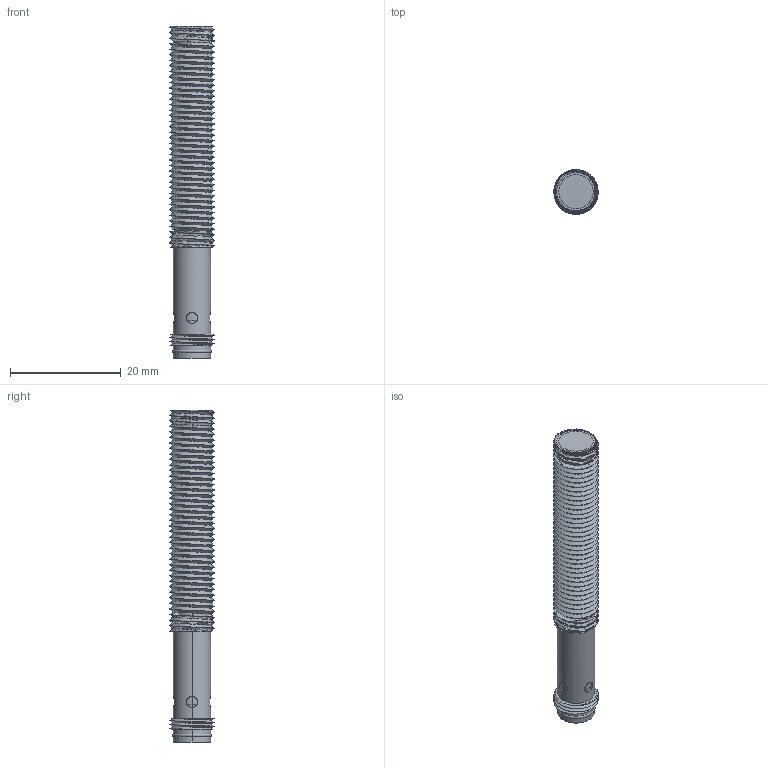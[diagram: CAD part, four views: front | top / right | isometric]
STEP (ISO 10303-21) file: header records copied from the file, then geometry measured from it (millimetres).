
FILE_DESCRIPTION (( 'STEP AP203' ), '1' );
FILE_NAME ('W1CF-M0801N-OPU3.STEP', '2025-03-13T02:32:06', ( '' ), ( '' ), 'SwSTEP 2.0', 'SolidWorks 2024', '' );
FILE_SCHEMA (( 'CONFIG_CONTROL_DESIGN' ));
Length unit declared in the file: millimetre
Products named in the file (11): 零件-plog座; W1CF-M0801N-OPU3; 零件-标准型埋入管子; 插针1; 零件-圆环; 插针1 - 副本 (2); 插针1 - 副本 (3); 零件-感应壳; 零件-plog; 装配体-plog; 零件1-接头处螺纹
Assembly tree (10 placements, depth 3):
  W1CF-M0801N-OPU3
    装配体-plog
      插针1 - 副本 (2)
      插针1 - 副本 (3)
      零件-plog
      插针1
      零件-plog座
    零件-圆环
    零件1-接头处螺纹
    零件-标准型埋入管子
    零件-感应壳
Bounding box: 8 x 8 x 60 mm (x, y, z)
Volume: 1432.7 mm3; surface area: 3483.4 mm2
Topology: 9 solids, 9 shells, 147 faces, 388 edges, 256 vertices
Faces by surface type: cylinder 117, plane 19, torus 4, bspline 4, sphere 3
Entity records: 11248 total; most frequent: CARTESIAN_POINT 6996, ORIENTED_EDGE 758, DIRECTION 553, EDGE_CURVE 379, VERTEX_POINT 250, AXIS2_PLACEMENT_3D 217, EDGE_LOOP 159, FACE_OUTER_BOUND 147
